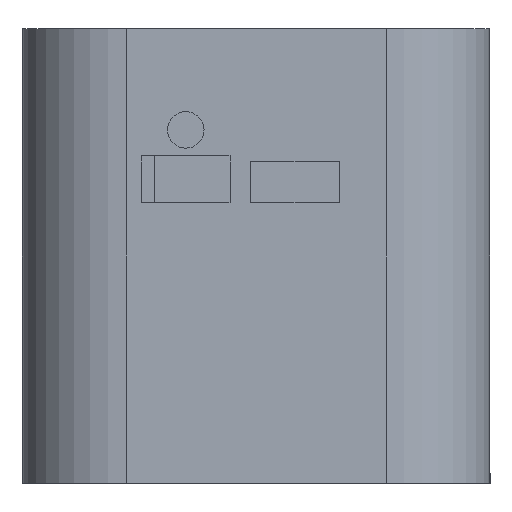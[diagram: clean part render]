
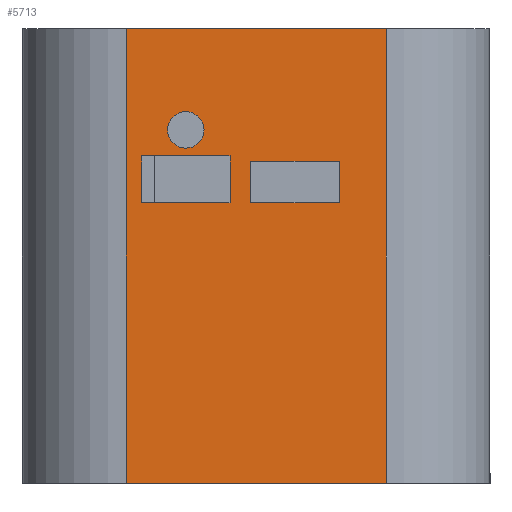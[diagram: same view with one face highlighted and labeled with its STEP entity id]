
A CAD part, left-side view. The second image highlights one B-rep face of the part: STEP entity #5713.
In plain terms, the highlighted planar face has unit normal (-1, 0, 0).
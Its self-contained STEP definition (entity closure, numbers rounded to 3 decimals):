
#28 = VERTEX_POINT ( 'NONE', #3423 ) ;
#110 = CARTESIAN_POINT ( 'NONE',  ( -146., 33.5, 30.5 ) ) ;
#182 = ORIENTED_EDGE ( 'NONE', *, *, #6272, .F. ) ;
#315 = LINE ( 'NONE', #1355, #4027 ) ;
#353 = CARTESIAN_POINT ( 'NONE',  ( -146., 23., 26. ) ) ;
#355 = CARTESIAN_POINT ( 'NONE',  ( -146., 35., 42.75 ) ) ;
#375 = ORIENTED_EDGE ( 'NONE', *, *, #5683, .T. ) ;
#400 = ORIENTED_EDGE ( 'NONE', *, *, #4486, .F. ) ;
#445 = VERTEX_POINT ( 'NONE', #3377 ) ;
#494 = VECTOR ( 'NONE', #555, 1000. ) ;
#526 = CARTESIAN_POINT ( 'NONE',  ( -146., 0., 26. ) ) ;
#528 = CARTESIAN_POINT ( 'NONE',  ( -146., 35., 7.75 ) ) ;
#555 = DIRECTION ( 'NONE',  ( 0., -1., 0. ) ) ;
#634 = CARTESIAN_POINT ( 'NONE',  ( -146., 29.25, 31.25 ) ) ;
#652 = CARTESIAN_POINT ( 'NONE',  ( -146., 14.5, 26. ) ) ;
#658 = EDGE_LOOP ( 'NONE', ( #3459, #5343, #400, #182 ) ) ;
#732 = LINE ( 'NONE', #4096, #5210 ) ;
#757 = CARTESIAN_POINT ( 'NONE',  ( -146., 10., -1. ) ) ;
#783 = DIRECTION ( 'NONE',  ( 0., 0., -1. ) ) ;
#897 = FACE_BOUND ( 'NONE', #3577, .T. ) ;
#920 = LINE ( 'NONE', #6344, #5697 ) ;
#981 = DIRECTION ( 'NONE',  ( 0., 1., 0. ) ) ;
#1003 = VECTOR ( 'NONE', #5438, 1000. ) ;
#1072 = CARTESIAN_POINT ( 'NONE',  ( -146., 14.5, 0. ) ) ;
#1217 = VERTEX_POINT ( 'NONE', #634 ) ;
#1262 = CARTESIAN_POINT ( 'NONE',  ( -146., 33.5, 0. ) ) ;
#1273 = VERTEX_POINT ( 'NONE', #757 ) ;
#1281 = EDGE_LOOP ( 'NONE', ( #3521, #2132, #4244, #3025 ) ) ;
#1338 = CARTESIAN_POINT ( 'NONE',  ( -146., 0., 30.5 ) ) ;
#1355 = CARTESIAN_POINT ( 'NONE',  ( -146., 35., 42.75 ) ) ;
#1370 = LINE ( 'NONE', #1338, #2528 ) ;
#1385 = FACE_BOUND ( 'NONE', #1281, .T. ) ;
#1399 = AXIS2_PLACEMENT_3D ( 'NONE', #5479, #6378, #1928 ) ;
#1485 = CARTESIAN_POINT ( 'NONE',  ( -146., 0., 30. ) ) ;
#1497 = CARTESIAN_POINT ( 'NONE',  ( -146., 23., 0. ) ) ;
#1596 = LINE ( 'NONE', #1072, #5663 ) ;
#1669 = CARTESIAN_POINT ( 'NONE',  ( -146., 33.5, 26. ) ) ;
#1756 = DIRECTION ( 'NONE',  ( 0., -1., 0. ) ) ;
#1859 = DIRECTION ( 'NONE',  ( 0., 0., 1. ) ) ;
#1895 = ORIENTED_EDGE ( 'NONE', *, *, #3891, .T. ) ;
#1908 = DIRECTION ( 'NONE',  ( 0., -1., 0. ) ) ;
#1921 = LINE ( 'NONE', #1497, #6364 ) ;
#1928 = DIRECTION ( 'NONE',  ( 0., 0., 1. ) ) ;
#1995 = VECTOR ( 'NONE', #2247, 1000. ) ;
#2104 = VERTEX_POINT ( 'NONE', #110 ) ;
#2116 = VECTOR ( 'NONE', #4654, 1000. ) ;
#2132 = ORIENTED_EDGE ( 'NONE', *, *, #5087, .F. ) ;
#2247 = DIRECTION ( 'NONE',  ( 0., -1., 0. ) ) ;
#2269 = EDGE_CURVE ( 'NONE', #5410, #3332, #6216, .T. ) ;
#2294 = LINE ( 'NONE', #1262, #2116 ) ;
#2316 = EDGE_CURVE ( 'NONE', #1273, #28, #920, .T. ) ;
#2391 = ORIENTED_EDGE ( 'NONE', *, *, #2840, .F. ) ;
#2528 = VECTOR ( 'NONE', #5214, 1000. ) ;
#2568 = ORIENTED_EDGE ( 'NONE', *, *, #4771, .F. ) ;
#2611 = VERTEX_POINT ( 'NONE', #353 ) ;
#2832 = DIRECTION ( 'NONE',  ( -1., 0., 0. ) ) ;
#2840 = EDGE_CURVE ( 'NONE', #2899, #2611, #1921, .T. ) ;
#2899 = VERTEX_POINT ( 'NONE', #5537 ) ;
#2928 = LINE ( 'NONE', #528, #1003 ) ;
#2949 = LINE ( 'NONE', #1485, #3178 ) ;
#2960 = DIRECTION ( 'NONE',  ( 0., 0., -1. ) ) ;
#3025 = ORIENTED_EDGE ( 'NONE', *, *, #3454, .T. ) ;
#3091 = EDGE_CURVE ( 'NONE', #2104, #4806, #2294, .T. ) ;
#3178 = VECTOR ( 'NONE', #1908, 1000. ) ;
#3239 = ORIENTED_EDGE ( 'NONE', *, *, #3605, .F. ) ;
#3332 = VERTEX_POINT ( 'NONE', #4604 ) ;
#3377 = CARTESIAN_POINT ( 'NONE',  ( -146., 10., 42.75 ) ) ;
#3423 = CARTESIAN_POINT ( 'NONE',  ( -146., 35., -1. ) ) ;
#3454 = EDGE_CURVE ( 'NONE', #2104, #5410, #1370, .T. ) ;
#3459 = ORIENTED_EDGE ( 'NONE', *, *, #6080, .T. ) ;
#3460 = EDGE_CURVE ( 'NONE', #3631, #1217, #6162, .T. ) ;
#3472 = DIRECTION ( 'NONE',  ( 0., 0., -1. ) ) ;
#3521 = ORIENTED_EDGE ( 'NONE', *, *, #2269, .T. ) ;
#3577 = EDGE_LOOP ( 'NONE', ( #375, #1895, #2568, #2391 ) ) ;
#3604 = AXIS2_PLACEMENT_3D ( 'NONE', #6358, #4935, #3472 ) ;
#3605 = EDGE_CURVE ( 'NONE', #1217, #3631, #4204, .T. ) ;
#3631 = VERTEX_POINT ( 'NONE', #4888 ) ;
#3750 = CARTESIAN_POINT ( 'NONE',  ( -146., 25., 0. ) ) ;
#3849 = CARTESIAN_POINT ( 'NONE',  ( -146., 29.25, 33. ) ) ;
#3891 = EDGE_CURVE ( 'NONE', #5456, #6153, #1596, .T. ) ;
#4027 = VECTOR ( 'NONE', #1756, 1000. ) ;
#4096 = CARTESIAN_POINT ( 'NONE',  ( -146., 10., 7.75 ) ) ;
#4175 = EDGE_LOOP ( 'NONE', ( #5356, #3239 ) ) ;
#4204 = CIRCLE ( 'NONE', #1399, 1.75 ) ;
#4244 = ORIENTED_EDGE ( 'NONE', *, *, #3091, .F. ) ;
#4388 = PLANE ( 'NONE',  #3604 ) ;
#4451 = FACE_OUTER_BOUND ( 'NONE', #658, .T. ) ;
#4486 = EDGE_CURVE ( 'NONE', #445, #1273, #732, .T. ) ;
#4604 = CARTESIAN_POINT ( 'NONE',  ( -146., 25., 26. ) ) ;
#4628 = CARTESIAN_POINT ( 'NONE',  ( -146., 0., 26. ) ) ;
#4654 = DIRECTION ( 'NONE',  ( 0., 0., -1. ) ) ;
#4771 = EDGE_CURVE ( 'NONE', #2611, #6153, #6240, .T. ) ;
#4806 = VERTEX_POINT ( 'NONE', #1669 ) ;
#4888 = CARTESIAN_POINT ( 'NONE',  ( -146., 29.25, 34.75 ) ) ;
#4935 = DIRECTION ( 'NONE',  ( 1., 0., 0. ) ) ;
#4994 = VERTEX_POINT ( 'NONE', #355 ) ;
#5047 = LINE ( 'NONE', #526, #494 ) ;
#5087 = EDGE_CURVE ( 'NONE', #4806, #3332, #5047, .T. ) ;
#5097 = DIRECTION ( 'NONE',  ( 0., 0., -1. ) ) ;
#5210 = VECTOR ( 'NONE', #5097, 1000. ) ;
#5214 = DIRECTION ( 'NONE',  ( 0., -1., 0. ) ) ;
#5322 = CARTESIAN_POINT ( 'NONE',  ( -146., 25., 30.5 ) ) ;
#5343 = ORIENTED_EDGE ( 'NONE', *, *, #2316, .F. ) ;
#5356 = ORIENTED_EDGE ( 'NONE', *, *, #3460, .F. ) ;
#5410 = VERTEX_POINT ( 'NONE', #5322 ) ;
#5427 = CARTESIAN_POINT ( 'NONE',  ( -146., 14.5, 30. ) ) ;
#5438 = DIRECTION ( 'NONE',  ( 0., 0., -1. ) ) ;
#5441 = AXIS2_PLACEMENT_3D ( 'NONE', #3849, #2832, #1859 ) ;
#5456 = VERTEX_POINT ( 'NONE', #5427 ) ;
#5479 = CARTESIAN_POINT ( 'NONE',  ( -146., 29.25, 33. ) ) ;
#5537 = CARTESIAN_POINT ( 'NONE',  ( -146., 23., 30. ) ) ;
#5591 = VECTOR ( 'NONE', #783, 1000. ) ;
#5663 = VECTOR ( 'NONE', #6048, 1000. ) ;
#5683 = EDGE_CURVE ( 'NONE', #2899, #5456, #2949, .T. ) ;
#5697 = VECTOR ( 'NONE', #981, 1000. ) ;
#5713 = ADVANCED_FACE ( 'NONE', ( #5846, #1385, #4451, #897 ), #4388, .F. ) ;
#5846 = FACE_BOUND ( 'NONE', #4175, .T. ) ;
#6048 = DIRECTION ( 'NONE',  ( 0., 0., -1. ) ) ;
#6080 = EDGE_CURVE ( 'NONE', #4994, #28, #2928, .T. ) ;
#6153 = VERTEX_POINT ( 'NONE', #652 ) ;
#6162 = CIRCLE ( 'NONE', #5441, 1.75 ) ;
#6216 = LINE ( 'NONE', #3750, #5591 ) ;
#6240 = LINE ( 'NONE', #4628, #1995 ) ;
#6272 = EDGE_CURVE ( 'NONE', #4994, #445, #315, .T. ) ;
#6344 = CARTESIAN_POINT ( 'NONE',  ( -146., 10., -1. ) ) ;
#6358 = CARTESIAN_POINT ( 'NONE',  ( -146., 10., 7.75 ) ) ;
#6364 = VECTOR ( 'NONE', #2960, 1000. ) ;
#6378 = DIRECTION ( 'NONE',  ( -1., 0., 0. ) ) ;
